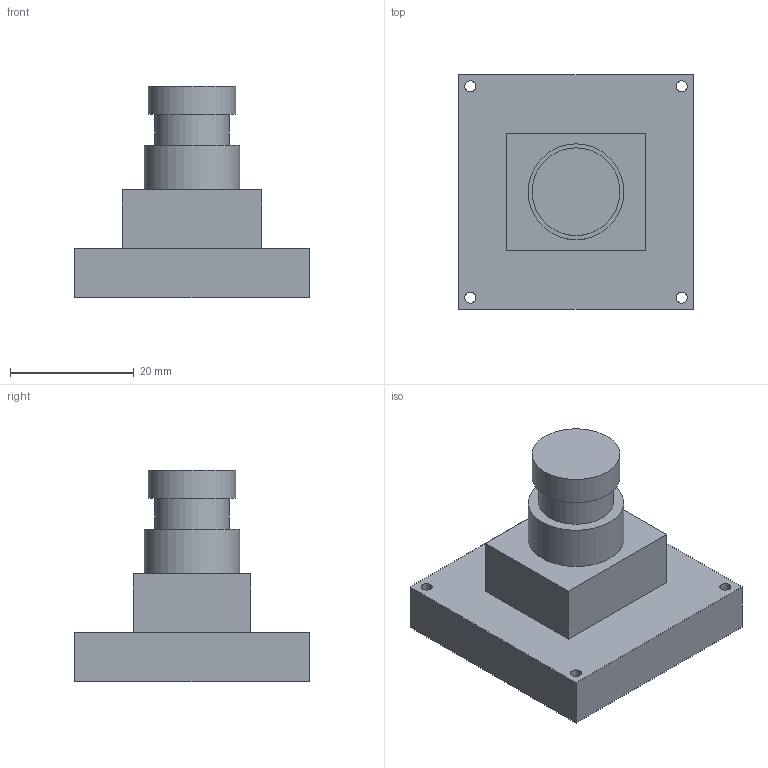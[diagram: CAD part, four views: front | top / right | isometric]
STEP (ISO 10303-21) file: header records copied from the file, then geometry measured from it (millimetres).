
FILE_DESCRIPTION(/* description */ (''),/* implementation_level */ '2;1');
FILE_NAME(/* name */ 'Assembly.stp',/* time_stamp */ '2016-04-14T16:40:34-05:00',/* author */ ('Andres'),/* organization */ (''),/* preprocessor_version */ 'ST-DEVELOPER v16.1',/* originating_system */ 'Autodesk Inventor 2016',/* authorisation */ '');
FILE_SCHEMA (('AUTOMOTIVE_DESIGN { 1 0 10303 214 3 1 1 }'));
Products named in the file (3): PCB_Camera; Camera; Assembly
Assembly tree (2 placements, depth 2):
  Assembly
    PCB_Camera
    Camera
Bounding box: 38 x 38 x 34.3 mm (x, y, z)
Volume: 18193.8 mm3; surface area: 6740.7 mm2
Topology: 2 solids, 2 shells, 22 faces, 49 edges, 34 vertices
Faces by surface type: plane 15, cylinder 7
Full cylindrical faces by diameter (mm): 1.8 x4, 12.1 x1, 14.2 x1, 15.5 x1
Entity records: 638 total; most frequent: DIRECTION 106, CARTESIAN_POINT 95, ORIENTED_EDGE 76, AXIS2_PLACEMENT_3D 41, EDGE_LOOP 40, EDGE_CURVE 38, VERTEX_POINT 30, LINE 24
